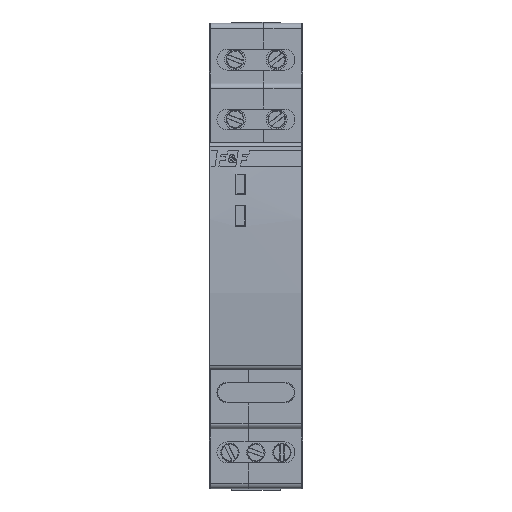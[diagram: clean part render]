
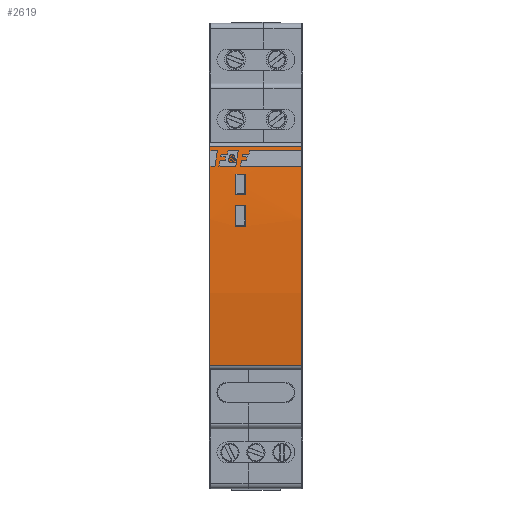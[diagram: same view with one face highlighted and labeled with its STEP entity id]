
A CAD part, front view. The second image highlights one B-rep face of the part: STEP entity #2619.
In plain terms, the highlighted cylindrical face has radius 180.874 mm (diameter 361.747 mm), a partial arc.
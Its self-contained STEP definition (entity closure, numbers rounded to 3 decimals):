
#2619=ADVANCED_FACE('',(#6240,#6242,#6244),#6246,.T.);
#6240=FACE_BOUND('',#6241,.T.);
#6241=EDGE_LOOP('',(#10242,#10243,#10244,#10245));
#6242=FACE_BOUND('',#6243,.T.);
#6243=EDGE_LOOP('',(#10246,#10247,#10248,#10249));
#6244=FACE_BOUND('',#6245,.T.);
#6245=EDGE_LOOP('',(#10250,#10251,#10252,#10253));
#6246=CYLINDRICAL_SURFACE('',#6247,180.874);
#6247=AXIS2_PLACEMENT_3D('',#6248,#6249,#6250);
#6248=CARTESIAN_POINT('',(0.,177.971,0.25));
#6249=DIRECTION('',(1.,0.,0.));
#6250=DIRECTION('',(0.,-0.993,0.12));
#10242=ORIENTED_EDGE('',*,*,#12596,.F.);
#10243=ORIENTED_EDGE('',*,*,#12597,.F.);
#10244=ORIENTED_EDGE('',*,*,#12598,.T.);
#10245=ORIENTED_EDGE('',*,*,#12599,.T.);
#10246=ORIENTED_EDGE('',*,*,#12600,.T.);
#10247=ORIENTED_EDGE('',*,*,#12601,.T.);
#10248=ORIENTED_EDGE('',*,*,#12602,.T.);
#10249=ORIENTED_EDGE('',*,*,#12603,.T.);
#10250=ORIENTED_EDGE('',*,*,#12604,.T.);
#10251=ORIENTED_EDGE('',*,*,#12605,.T.);
#10252=ORIENTED_EDGE('',*,*,#12606,.T.);
#10253=ORIENTED_EDGE('',*,*,#12607,.T.);
#12596=EDGE_CURVE('',#15066,#15067,#15068,.T.);
#12597=EDGE_CURVE('',#15069,#15066,#15070,.T.);
#12598=EDGE_CURVE('',#15069,#15071,#15072,.T.);
#12599=EDGE_CURVE('',#15071,#15067,#15073,.T.);
#12600=EDGE_CURVE('',#15074,#15075,#15076,.T.);
#12601=EDGE_CURVE('',#15075,#15077,#15078,.F.);
#12602=EDGE_CURVE('',#15077,#15079,#15080,.F.);
#12603=EDGE_CURVE('',#15079,#15074,#15081,.T.);
#12604=EDGE_CURVE('',#15082,#15083,#15084,.F.);
#12605=EDGE_CURVE('',#15083,#15085,#15086,.T.);
#12606=EDGE_CURVE('',#15085,#15087,#15088,.T.);
#12607=EDGE_CURVE('',#15087,#15082,#15089,.F.);
#15066=VERTEX_POINT('',#20317);
#15067=VERTEX_POINT('',#20318);
#15068=CIRCLE('',#20319,180.874);
#15069=VERTEX_POINT('',#20323);
#15070=LINE('',#20324,#20325);
#15071=VERTEX_POINT('',#20327);
#15072=CIRCLE('',#20328,180.874);
#15073=LINE('',#20332,#20333);
#15074=VERTEX_POINT('',#20335);
#15075=VERTEX_POINT('',#20336);
#15076=CIRCLE('',#20337,180.874);
#15077=VERTEX_POINT('',#20341);
#15078=LINE('',#20342,#20343);
#15079=VERTEX_POINT('',#20345);
#15080=CIRCLE('',#20346,180.874);
#15081=LINE('',#20350,#20351);
#15082=VERTEX_POINT('',#20353);
#15083=VERTEX_POINT('',#20354);
#15084=CIRCLE('',#20355,180.874);
#15085=VERTEX_POINT('',#20359);
#15086=LINE('',#20360,#20361);
#15087=VERTEX_POINT('',#20363);
#15088=CIRCLE('',#20364,180.874);
#15089=LINE('',#20368,#20369);
#20317=CARTESIAN_POINT('',(17.85,-1.664,21.382));
#20318=CARTESIAN_POINT('',(17.85,-1.664,-20.882));
#20319=AXIS2_PLACEMENT_3D('',#20320,#20321,#20322);
#20320=CARTESIAN_POINT('',(17.85,177.971,0.25));
#20321=DIRECTION('',(1.,0.,0.));
#20322=DIRECTION('',(0.,-0.993,0.117));
#20323=CARTESIAN_POINT('',(0.15,-1.664,21.382));
#20324=CARTESIAN_POINT('',(0.15,-1.664,21.382));
#20325=VECTOR('',#20326,1.);
#20326=DIRECTION('',(1.,0.,0.));
#20327=CARTESIAN_POINT('',(0.15,-1.664,-20.882));
#20328=AXIS2_PLACEMENT_3D('',#20329,#20330,#20331);
#20329=CARTESIAN_POINT('',(0.15,177.971,0.25));
#20330=DIRECTION('',(1.,0.,0.));
#20331=DIRECTION('',(0.,-0.993,0.117));
#20332=CARTESIAN_POINT('',(0.15,-1.664,-20.882));
#20333=VECTOR('',#20334,1.);
#20334=DIRECTION('',(1.,0.,0.));
#20335=CARTESIAN_POINT('',(7.,-2.216,16.));
#20336=CARTESIAN_POINT('',(7.,-2.521,12.));
#20337=AXIS2_PLACEMENT_3D('',#20338,#20339,#20340);
#20338=CARTESIAN_POINT('',(7.,177.971,0.25));
#20339=DIRECTION('',(1.,0.,0.));
#20340=DIRECTION('',(0.,-0.996,0.087));
#20341=CARTESIAN_POINT('',(5.,-2.521,12.));
#20342=CARTESIAN_POINT('',(5.,-2.521,12.));
#20343=VECTOR('',#20344,1.);
#20344=DIRECTION('',(1.,0.,0.));
#20345=CARTESIAN_POINT('',(5.,-2.216,16.));
#20346=AXIS2_PLACEMENT_3D('',#20347,#20348,#20349);
#20347=CARTESIAN_POINT('',(5.,177.971,0.25));
#20348=DIRECTION('',(1.,0.,0.));
#20349=DIRECTION('',(0.,-0.996,0.087));
#20350=CARTESIAN_POINT('',(5.,-2.216,16.));
#20351=VECTOR('',#20352,1.);
#20352=DIRECTION('',(1.,0.,0.));
#20353=CARTESIAN_POINT('',(5.,-2.812,6.));
#20354=CARTESIAN_POINT('',(5.,-2.64,10.));
#20355=AXIS2_PLACEMENT_3D('',#20356,#20357,#20358);
#20356=CARTESIAN_POINT('',(5.,177.971,0.25));
#20357=DIRECTION('',(1.,0.,0.));
#20358=DIRECTION('',(0.,-0.999,0.054));
#20359=CARTESIAN_POINT('',(7.,-2.64,10.));
#20360=CARTESIAN_POINT('',(5.,-2.64,10.));
#20361=VECTOR('',#20362,1.);
#20362=DIRECTION('',(1.,0.,0.));
#20363=CARTESIAN_POINT('',(7.,-2.812,6.));
#20364=AXIS2_PLACEMENT_3D('',#20365,#20366,#20367);
#20365=CARTESIAN_POINT('',(7.,177.971,0.25));
#20366=DIRECTION('',(1.,0.,0.));
#20367=DIRECTION('',(0.,-0.999,0.054));
#20368=CARTESIAN_POINT('',(5.,-2.812,6.));
#20369=VECTOR('',#20370,1.);
#20370=DIRECTION('',(1.,0.,0.));
